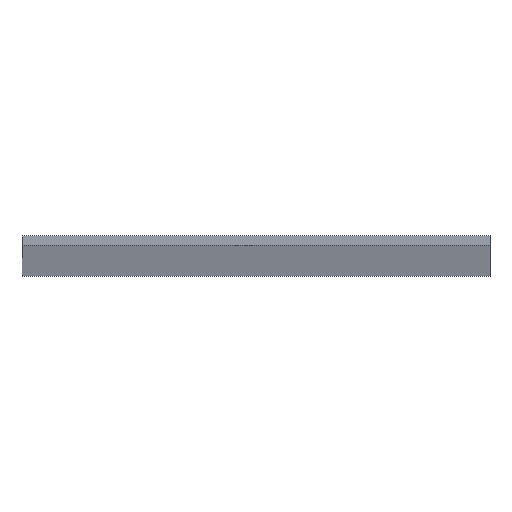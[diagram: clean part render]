
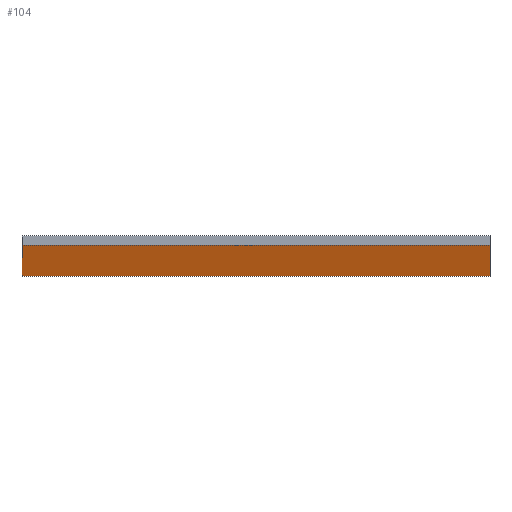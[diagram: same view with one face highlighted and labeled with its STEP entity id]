
A CAD part, top view. The second image highlights one B-rep face of the part: STEP entity #104.
In plain terms, the highlighted planar face has unit normal (0, -1, 0).
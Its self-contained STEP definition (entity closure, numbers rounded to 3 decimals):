
#18=FACE_OUTER_BOUND('',#24,.T.);
#24=EDGE_LOOP('',(#83,#84,#85,#86));
#28=LINE('',#168,#40);
#36=LINE('',#183,#48);
#37=LINE('',#185,#49);
#38=LINE('',#186,#50);
#40=VECTOR('',#141,1000.);
#48=VECTOR('',#153,1000.);
#49=VECTOR('',#156,1000.);
#50=VECTOR('',#157,1000.);
#51=VERTEX_POINT('',#164);
#53=VERTEX_POINT('',#167);
#57=VERTEX_POINT('',#179);
#58=VERTEX_POINT('',#181);
#60=EDGE_CURVE('',#51,#53,#28,.T.);
#68=EDGE_CURVE('',#57,#58,#36,.T.);
#69=EDGE_CURVE('',#57,#51,#37,.T.);
#70=EDGE_CURVE('',#53,#58,#38,.T.);
#83=ORIENTED_EDGE('',*,*,#69,.F.);
#84=ORIENTED_EDGE('',*,*,#68,.T.);
#85=ORIENTED_EDGE('',*,*,#70,.F.);
#86=ORIENTED_EDGE('',*,*,#60,.F.);
#98=PLANE('',#133);
#104=ADVANCED_FACE('',(#18),#98,.T.);
#133=AXIS2_PLACEMENT_3D('',#184,#154,#155);
#141=DIRECTION('',(0.,0.,1.));
#153=DIRECTION('',(0.,0.,1.));
#154=DIRECTION('center_axis',(0.,-1.,0.));
#155=DIRECTION('ref_axis',(0.,0.,-1.));
#156=DIRECTION('',(-1.,0.,0.));
#157=DIRECTION('',(1.,0.,0.));
#164=CARTESIAN_POINT('',(-5.,22.5,-188.));
#167=CARTESIAN_POINT('',(-5.,22.5,188.));
#168=CARTESIAN_POINT('',(-5.,22.5,-198.002));
#179=CARTESIAN_POINT('',(5.,22.5,-188.));
#181=CARTESIAN_POINT('',(5.,22.5,188.));
#183=CARTESIAN_POINT('',(5.,22.5,-198.002));
#184=CARTESIAN_POINT('Origin',(-5.,22.5,-198.002));
#185=CARTESIAN_POINT('',(-5.,22.5,-188.));
#186=CARTESIAN_POINT('',(-5.,22.5,188.));
